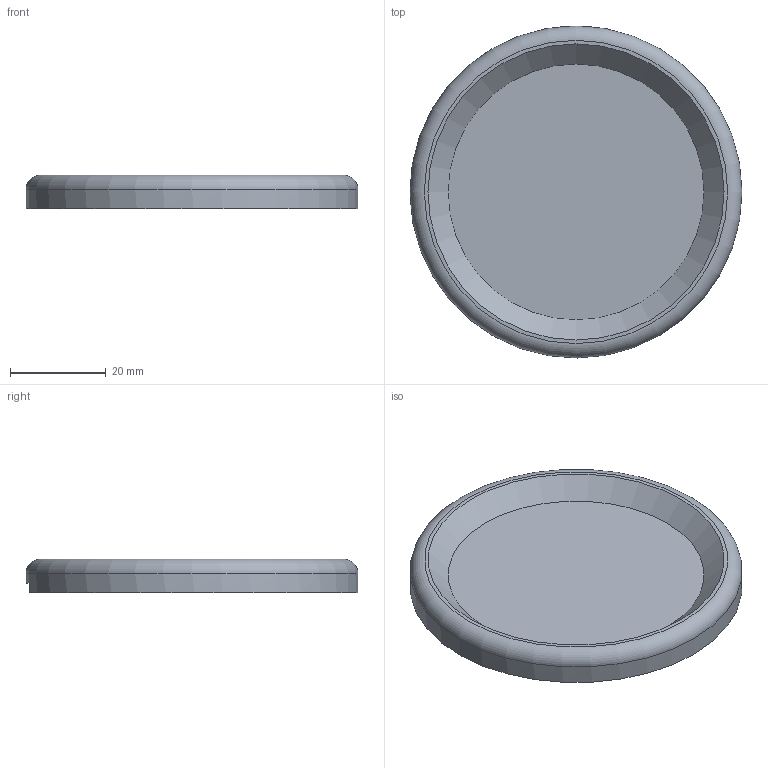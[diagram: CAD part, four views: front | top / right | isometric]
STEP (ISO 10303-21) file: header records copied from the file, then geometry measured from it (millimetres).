
FILE_DESCRIPTION(/* description */ (''),/* implementation_level */ '2;1');
FILE_NAME(/* name */ 'Load_cell_plate_Green.step',/* time_stamp */ '2024-01-19T11:32:58+01:00',/* author */ (''),/* organization */ (''),/* preprocessor_version */ 'ST-DEVELOPER v20',/* originating_system */ 'Autodesk Translation Framework v12.14.0.127',/* authorisation */ '');
FILE_SCHEMA (('AUTOMOTIVE_DESIGN { 1 0 10303 214 3 1 1 }'));
Length unit declared in the file: millimetre
Products named in the file (1): LoadcellPlate
Bounding box: 69.5 x 69.5 x 7 mm (x, y, z)
Volume: 15199.8 mm3; surface area: 9233.6 mm2
Topology: 1 solids, 1 shells, 14 faces, 27 edges, 18 vertices
Faces by surface type: plane 9, cylinder 3, torus 1, cone 1
Full cylindrical faces by diameter (mm): 4 x2, 69.5 x1
Entity records: 404 total; most frequent: DIRECTION 70, CARTESIAN_POINT 60, ORIENTED_EDGE 54, AXIS2_PLACEMENT_3D 28, EDGE_CURVE 27, VERTEX_POINT 18, EDGE_LOOP 17, FACE_OUTER_BOUND 14
